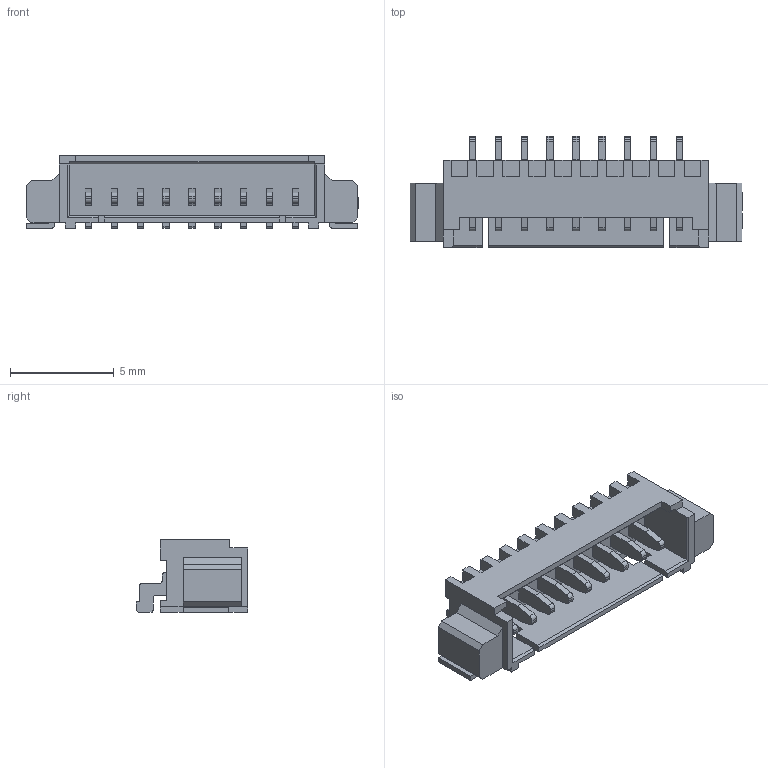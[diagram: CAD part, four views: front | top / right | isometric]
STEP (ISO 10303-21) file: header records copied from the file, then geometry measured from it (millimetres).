
FILE_DESCRIPTION (( 'STEP AP214' ), '1' );
FILE_NAME ('CONN-SMD_9P-P1.25_HDGC_1.25-D-9PWB.step', '2022-07-29T14:50:45', ( '' ), ( '' ), 'SwSTEP 2.0', 'SolidWorks 2020', '' );
FILE_SCHEMA (( 'AUTOMOTIVE_DESIGN' ));
Length unit declared in the file: millimetre
Products named in the file (1): CONN-SMD_9P-P1.25_HDGC_1.25-D-9PWB
Bounding box: 16 x 5.35 x 3.5 mm (x, y, z)
Volume: 95.2 mm3; surface area: 439.7 mm2
Topology: 16 solids, 16 shells, 705 faces, 1926 edges, 1278 vertices
Faces by surface type: plane 513, bspline 112, cylinder 80
Entity records: 30589 total; most frequent: CARTESIAN_POINT 6014, ORIENTED_EDGE 3852, DIRECTION 3046, EDGE_CURVE 1926, VECTOR 1538, LINE 1538, VERTEX_POINT 1278, AXIS2_PLACEMENT_3D 754
